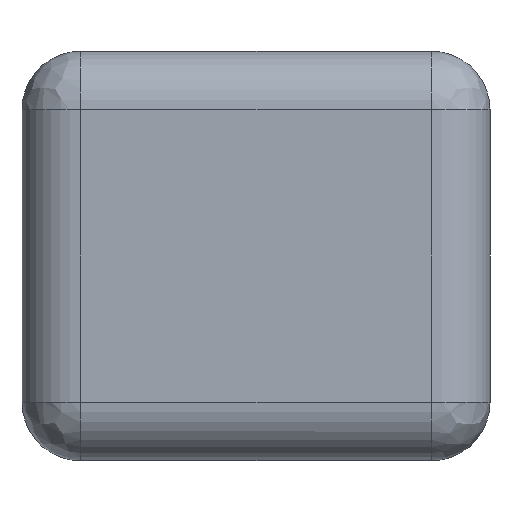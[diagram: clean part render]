
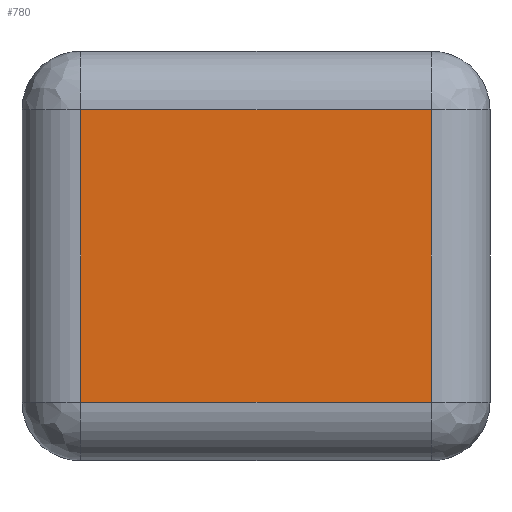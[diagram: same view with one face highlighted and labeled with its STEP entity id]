
A CAD part, left-side view. The second image highlights one B-rep face of the part: STEP entity #780.
In plain terms, the highlighted free-form (B-spline) face has degree [1, 1] with [2, 2] control points.
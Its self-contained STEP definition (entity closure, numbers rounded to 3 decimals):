
#111=CARTESIAN_POINT('',(-0.8,-0.3,0.1));
#112=VERTEX_POINT('',#111);
#167=CARTESIAN_POINT('',(-0.8,-0.3,0.6));
#168=VERTEX_POINT('',#167);
#241=CARTESIAN_POINT('',(-0.8,0.3,0.1));
#242=VERTEX_POINT('',#241);
#295=CARTESIAN_POINT('',(-0.8,0.3,0.6));
#296=VERTEX_POINT('',#295);
#412=CARTESIAN_POINT('',(-0.8,0.3,0.6));
#413=DIRECTION('',(0.0,0.0,-1.0));
#414=VECTOR('',#413,0.5);
#415=LINE('',#412,#414);
#416=EDGE_CURVE('',#296,#242,#415,.T.);
#455=CARTESIAN_POINT('',(-0.8,-0.3,0.6));
#456=DIRECTION('',(0.0,1.0,0.0));
#457=VECTOR('',#456,0.6);
#458=LINE('',#455,#457);
#459=EDGE_CURVE('',#168,#296,#458,.T.);
#544=CARTESIAN_POINT('',(-0.8,0.3,0.1));
#545=DIRECTION('',(0.0,-1.0,0.0));
#546=VECTOR('',#545,0.6);
#547=LINE('',#544,#546);
#548=EDGE_CURVE('',#242,#112,#547,.T.);
#587=CARTESIAN_POINT('',(-0.8,-0.3,0.1));
#588=DIRECTION('',(0.0,0.0,1.0));
#589=VECTOR('',#588,0.5);
#590=LINE('',#587,#589);
#591=EDGE_CURVE('',#112,#168,#590,.T.);
#769=CARTESIAN_POINT('',(-0.8,0.3,0.6));
#770=CARTESIAN_POINT('',(-0.8,0.3,0.1));
#771=CARTESIAN_POINT('',(-0.8,-0.3,0.6));
#772=CARTESIAN_POINT('',(-0.8,-0.3,0.1));
#773=B_SPLINE_SURFACE_WITH_KNOTS('',1,1,((#769,#771),(#770,#772)),.UNSPECIFIED.,.F.,.F.,.U.,(2,2),(2,2),(0.0,0.5),(0.0,0.6),.UNSPECIFIED.);
#774=ORIENTED_EDGE('',*,*,#416,.T.);
#775=ORIENTED_EDGE('',*,*,#548,.T.);
#776=ORIENTED_EDGE('',*,*,#591,.T.);
#777=ORIENTED_EDGE('',*,*,#459,.T.);
#778=EDGE_LOOP('',(#774,#775,#776,#777));
#779=FACE_OUTER_BOUND('',#778,.T.);
#780=ADVANCED_FACE('',(#779),#773,.T.);
